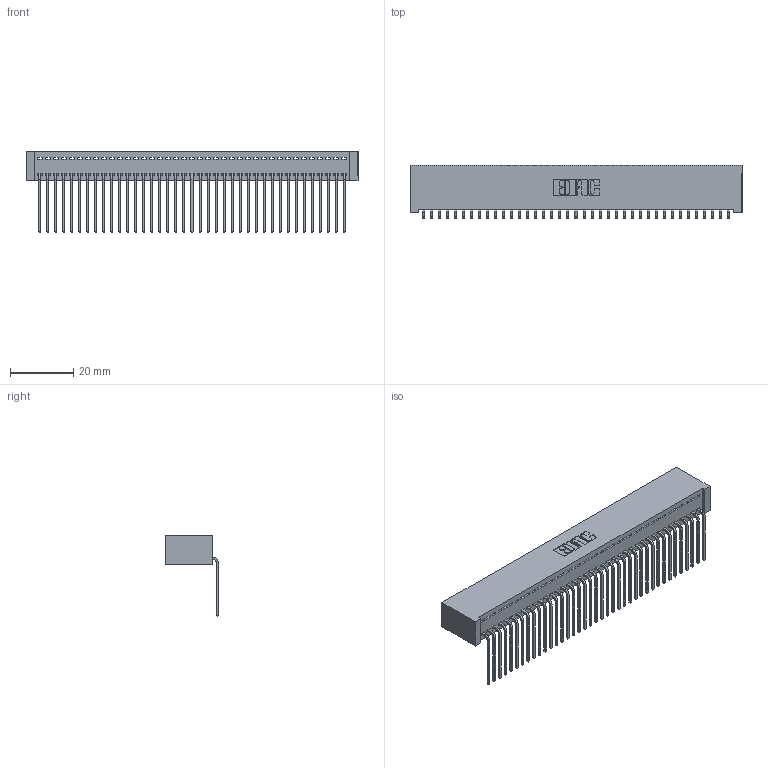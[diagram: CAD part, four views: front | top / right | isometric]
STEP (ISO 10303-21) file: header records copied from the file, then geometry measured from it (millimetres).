
FILE_DESCRIPTION (( 'STEP AP203' ), '1' );
FILE_NAME ('392-039-559-101.STEP', '2019-10-07T19:36:41', ( '' ), ( '' ), 'SwSTEP 2.0', 'SolidWorks 2016', '' );
FILE_SCHEMA (( 'CONFIG_CONTROL_DESIGN' ));
Length unit declared in the file: inch
Products named in the file (3): 392-039-559-101; 342 Part_Lugless; 345-292-001_558 559 Tail - 1
Assembly tree (40 placements, depth 2):
  392-039-559-101
    342 Part_Lugless
    345-292-001_558 559 Tail - 1  x39
Bounding box: 105.31 x 16.83 x 25.78 mm (x, y, z)
Volume: 9761.3 mm3; surface area: 15339.3 mm2
Topology: 40 solids, 40 shells, 2442 faces, 7373 edges, 4862 vertices
Faces by surface type: plane 1778, cylinder 664
Entity records: 23905 total; most frequent: CARTESIAN_POINT 4131, ORIENTED_EDGE 4106, DIRECTION 3483, EDGE_CURVE 2053, VECTOR 1933, LINE 1933, VERTEX_POINT 1366, AXIS2_PLACEMENT_3D 775
